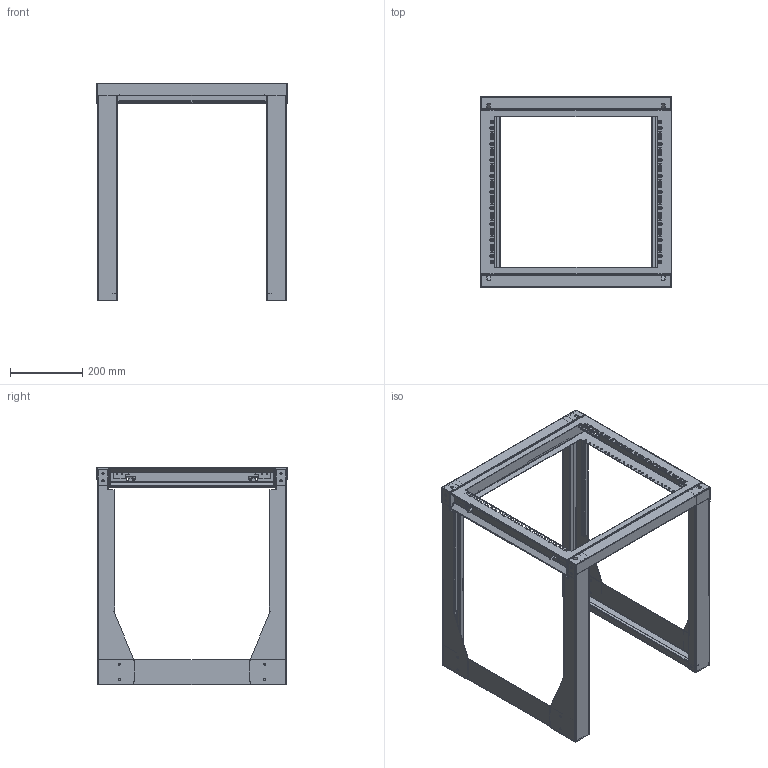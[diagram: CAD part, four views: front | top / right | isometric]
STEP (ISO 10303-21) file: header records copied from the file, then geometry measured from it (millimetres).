
FILE_DESCRIPTION (( 'STEP AP214' ), '1' );
FILE_NAME ('LC-24INSGWR-9U_3D.step', '2024-03-15T17:32:18', ( '' ), ( '' ), 'SwSTEP 2.0', 'SolidWorks 2022', '' );
FILE_SCHEMA (( 'AUTOMOTIVE_DESIGN' ));
Length unit declared in the file: inch
Products named in the file (3): LC-24INSGWR-9U_3D; LC-24INSGWR-9U_door; LC-24INSGWR-9U_rear
Assembly tree (2 placements, depth 2):
  LC-24INSGWR-9U_3D
    LC-24INSGWR-9U_rear
    LC-24INSGWR-9U_door
Bounding box: 531.21 x 527.65 x 604.2 mm (x, y, z)
Volume: 1683517.6 mm3; surface area: 1826604.8 mm2
Topology: 6 solids, 6 shells, 2142 faces, 5738 edges, 3516 vertices
Faces by surface type: plane 1378, cylinder 680, cone 60, bspline 24
Entity records: 67598 total; most frequent: CARTESIAN_POINT 12273, DIRECTION 11476, ORIENTED_EDGE 11476, EDGE_CURVE 5738, VECTOR 4182, LINE 4182, AXIS2_PLACEMENT_3D 3647, VERTEX_POINT 3516
